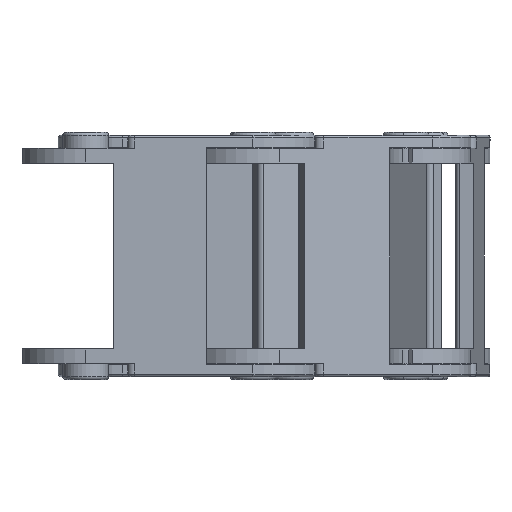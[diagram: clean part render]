
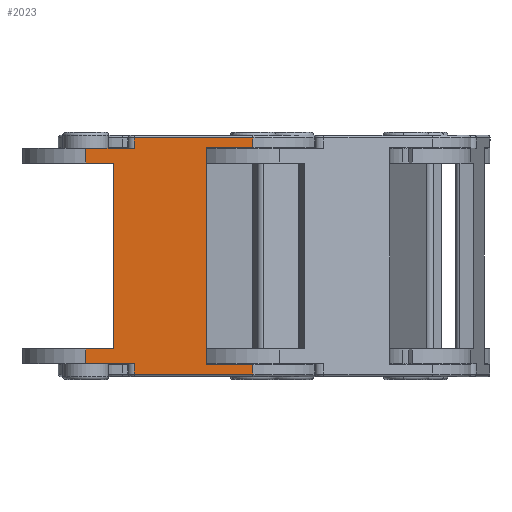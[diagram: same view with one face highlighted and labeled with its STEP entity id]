
A CAD part, front view. The second image highlights one B-rep face of the part: STEP entity #2023.
In plain terms, the highlighted face is planar.
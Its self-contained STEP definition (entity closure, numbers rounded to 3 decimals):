
#49 = AXIS2_PLACEMENT_3D ( 'NONE', #1747, #1782, #594 ) ;
#124 = VECTOR ( 'NONE', #1394, 1000. ) ;
#145 = CARTESIAN_POINT ( 'NONE',  ( 88.847, 7., 1.65 ) ) ;
#209 = ORIENTED_EDGE ( 'NONE', *, *, #2909, .T. ) ;
#241 = VECTOR ( 'NONE', #274, 1000. ) ;
#258 = VERTEX_POINT ( 'NONE', #2207 ) ;
#262 = CARTESIAN_POINT ( 'NONE',  ( 73.847, 7., -30. ) ) ;
#274 = DIRECTION ( 'NONE',  ( 0., 0., -1. ) ) ;
#294 = CARTESIAN_POINT ( 'NONE',  ( 76.096, 7., -22.7 ) ) ;
#296 = VERTEX_POINT ( 'NONE', #1589 ) ;
#304 = VERTEX_POINT ( 'NONE', #664 ) ;
#315 = ORIENTED_EDGE ( 'NONE', *, *, #1129, .F. ) ;
#320 = DIRECTION ( 'NONE',  ( 1., 0., 0. ) ) ;
#338 = LINE ( 'NONE', #2386, #1417 ) ;
#352 = CARTESIAN_POINT ( 'NONE',  ( 88.847, 7., -23. ) ) ;
#395 = ORIENTED_EDGE ( 'NONE', *, *, #1982, .T. ) ;
#416 = CARTESIAN_POINT ( 'NONE',  ( 88.847, 7., 3. ) ) ;
#423 = EDGE_CURVE ( 'NONE', #1640, #1233, #2013, .T. ) ;
#428 = EDGE_CURVE ( 'NONE', #258, #1371, #1237, .T. ) ;
#445 = VECTOR ( 'NONE', #1673, 1000. ) ;
#462 = VECTOR ( 'NONE', #2679, 1000. ) ;
#476 = LINE ( 'NONE', #1158, #946 ) ;
#510 = CARTESIAN_POINT ( 'NONE',  ( 70.847, 7., 1.6 ) ) ;
#534 = EDGE_CURVE ( 'NONE', #304, #2937, #338, .T. ) ;
#543 = ORIENTED_EDGE ( 'NONE', *, *, #2560, .F. ) ;
#548 = ORIENTED_EDGE ( 'NONE', *, *, #534, .T. ) ;
#575 = VECTOR ( 'NONE', #2688, 1000. ) ;
#594 = DIRECTION ( 'NONE',  ( 1., 0., 0. ) ) ;
#632 = CARTESIAN_POINT ( 'NONE',  ( 70.847, 7., 0. ) ) ;
#664 = CARTESIAN_POINT ( 'NONE',  ( 73.847, 7., 0. ) ) ;
#697 = EDGE_CURVE ( 'NONE', #1511, #2098, #2900, .T. ) ;
#699 = LINE ( 'NONE', #262, #241 ) ;
#862 = CARTESIAN_POINT ( 'NONE',  ( 88.847, 7., 2.7 ) ) ;
#891 = DIRECTION ( 'NONE',  ( 0., 0., 1. ) ) ;
#931 = LINE ( 'NONE', #2904, #1156 ) ;
#946 = VECTOR ( 'NONE', #1392, 1000. ) ;
#980 = CARTESIAN_POINT ( 'NONE',  ( 88.847, 7., -22.7 ) ) ;
#982 = LINE ( 'NONE', #352, #1935 ) ;
#1048 = VERTEX_POINT ( 'NONE', #1459 ) ;
#1079 = PLANE ( 'NONE',  #49 ) ;
#1088 = DIRECTION ( 'NONE',  ( 0., 0., -1. ) ) ;
#1094 = VERTEX_POINT ( 'NONE', #2224 ) ;
#1109 = EDGE_CURVE ( 'NONE', #2098, #2937, #1124, .T. ) ;
#1124 = LINE ( 'NONE', #1959, #462 ) ;
#1129 = EDGE_CURVE ( 'NONE', #2882, #1048, #1269, .T. ) ;
#1131 = EDGE_LOOP ( 'NONE', ( #315, #209, #2029, #395, #2040, #2626, #2801, #1812, #543, #548, #2585, #2133, #2610, #2644, #1860, #1965 ) ) ;
#1156 = VECTOR ( 'NONE', #2928, 1000. ) ;
#1158 = CARTESIAN_POINT ( 'NONE',  ( 76.096, 7., -23. ) ) ;
#1203 = CARTESIAN_POINT ( 'NONE',  ( 73.847, 7., -20. ) ) ;
#1233 = VERTEX_POINT ( 'NONE', #862 ) ;
#1237 = LINE ( 'NONE', #1625, #1357 ) ;
#1251 = CARTESIAN_POINT ( 'NONE',  ( 83.847, 7., -31.65 ) ) ;
#1266 = VECTOR ( 'NONE', #1712, 1000. ) ;
#1269 = LINE ( 'NONE', #1251, #575 ) ;
#1321 = VECTOR ( 'NONE', #2942, 1000. ) ;
#1357 = VECTOR ( 'NONE', #2314, 1000. ) ;
#1371 = VERTEX_POINT ( 'NONE', #2094 ) ;
#1392 = DIRECTION ( 'NONE',  ( 0., 0., -1. ) ) ;
#1394 = DIRECTION ( 'NONE',  ( 1., 0., 0. ) ) ;
#1400 = CARTESIAN_POINT ( 'NONE',  ( 76.096, 7., 3. ) ) ;
#1417 = VECTOR ( 'NONE', #2123, 1000. ) ;
#1454 = VECTOR ( 'NONE', #320, 1000. ) ;
#1459 = CARTESIAN_POINT ( 'NONE',  ( 83.847, 7., 1.65 ) ) ;
#1511 = VERTEX_POINT ( 'NONE', #2590 ) ;
#1578 = VERTEX_POINT ( 'NONE', #294 ) ;
#1589 = CARTESIAN_POINT ( 'NONE',  ( 70.847, 7., -20. ) ) ;
#1593 = EDGE_CURVE ( 'NONE', #1511, #1640, #1885, .T. ) ;
#1625 = CARTESIAN_POINT ( 'NONE',  ( 70.847, 7., -21.6 ) ) ;
#1640 = VERTEX_POINT ( 'NONE', #2608 ) ;
#1667 = VERTEX_POINT ( 'NONE', #980 ) ;
#1673 = DIRECTION ( 'NONE',  ( -1., 0., 0. ) ) ;
#1677 = LINE ( 'NONE', #2261, #1321 ) ;
#1685 = FACE_OUTER_BOUND ( 'NONE', #1131, .T. ) ;
#1711 = CARTESIAN_POINT ( 'NONE',  ( 88.847, 7., 1.65 ) ) ;
#1712 = DIRECTION ( 'NONE',  ( 0., 0., 1. ) ) ;
#1715 = VERTEX_POINT ( 'NONE', #145 ) ;
#1747 = CARTESIAN_POINT ( 'NONE',  ( 70.847, 7., -7. ) ) ;
#1782 = DIRECTION ( 'NONE',  ( 0., -1., 0. ) ) ;
#1788 = DIRECTION ( 'NONE',  ( -1., 0., 0. ) ) ;
#1812 = ORIENTED_EDGE ( 'NONE', *, *, #2711, .F. ) ;
#1860 = ORIENTED_EDGE ( 'NONE', *, *, #2283, .T. ) ;
#1866 = LINE ( 'NONE', #2826, #445 ) ;
#1885 = LINE ( 'NONE', #1400, #1266 ) ;
#1935 = VECTOR ( 'NONE', #2879, 1000. ) ;
#1959 = CARTESIAN_POINT ( 'NONE',  ( 70.847, 7., 3. ) ) ;
#1965 = ORIENTED_EDGE ( 'NONE', *, *, #2197, .F. ) ;
#1982 = EDGE_CURVE ( 'NONE', #1667, #1578, #931, .T. ) ;
#2013 = LINE ( 'NONE', #2081, #124 ) ;
#2021 = CARTESIAN_POINT ( 'NONE',  ( 70.847, 7., 1.6 ) ) ;
#2023 = ADVANCED_FACE ( 'NONE', ( #1685 ), #1079, .F. ) ;
#2029 = ORIENTED_EDGE ( 'NONE', *, *, #2159, .F. ) ;
#2040 = ORIENTED_EDGE ( 'NONE', *, *, #2512, .F. ) ;
#2064 = EDGE_CURVE ( 'NONE', #1371, #296, #2703, .T. ) ;
#2081 = CARTESIAN_POINT ( 'NONE',  ( 88.847, 7., 2.7 ) ) ;
#2094 = CARTESIAN_POINT ( 'NONE',  ( 70.847, 7., -21.6 ) ) ;
#2098 = VERTEX_POINT ( 'NONE', #510 ) ;
#2123 = DIRECTION ( 'NONE',  ( -1., 0., 0. ) ) ;
#2133 = ORIENTED_EDGE ( 'NONE', *, *, #697, .F. ) ;
#2154 = LINE ( 'NONE', #1711, #1454 ) ;
#2159 = EDGE_CURVE ( 'NONE', #1667, #1094, #982, .T. ) ;
#2192 = LINE ( 'NONE', #416, #2442 ) ;
#2197 = EDGE_CURVE ( 'NONE', #1048, #1715, #2154, .T. ) ;
#2207 = CARTESIAN_POINT ( 'NONE',  ( 76.096, 7., -21.6 ) ) ;
#2224 = CARTESIAN_POINT ( 'NONE',  ( 88.847, 7., -21.65 ) ) ;
#2261 = CARTESIAN_POINT ( 'NONE',  ( 88.847, 7., -21.65 ) ) ;
#2283 = EDGE_CURVE ( 'NONE', #1233, #1715, #2192, .T. ) ;
#2314 = DIRECTION ( 'NONE',  ( -1., 0., 0. ) ) ;
#2386 = CARTESIAN_POINT ( 'NONE',  ( 70.847, 7., 0. ) ) ;
#2442 = VECTOR ( 'NONE', #1088, 1000. ) ;
#2483 = VECTOR ( 'NONE', #1788, 1000. ) ;
#2512 = EDGE_CURVE ( 'NONE', #258, #1578, #476, .T. ) ;
#2560 = EDGE_CURVE ( 'NONE', #304, #2683, #699, .T. ) ;
#2585 = ORIENTED_EDGE ( 'NONE', *, *, #1109, .F. ) ;
#2590 = CARTESIAN_POINT ( 'NONE',  ( 76.096, 7., 1.6 ) ) ;
#2608 = CARTESIAN_POINT ( 'NONE',  ( 76.096, 7., 2.7 ) ) ;
#2610 = ORIENTED_EDGE ( 'NONE', *, *, #1593, .T. ) ;
#2626 = ORIENTED_EDGE ( 'NONE', *, *, #428, .T. ) ;
#2644 = ORIENTED_EDGE ( 'NONE', *, *, #423, .T. ) ;
#2679 = DIRECTION ( 'NONE',  ( 0., 0., -1. ) ) ;
#2683 = VERTEX_POINT ( 'NONE', #1203 ) ;
#2688 = DIRECTION ( 'NONE',  ( 0., 0., 1. ) ) ;
#2703 = LINE ( 'NONE', #2709, #2841 ) ;
#2706 = CARTESIAN_POINT ( 'NONE',  ( 83.847, 7., -21.65 ) ) ;
#2709 = CARTESIAN_POINT ( 'NONE',  ( 70.847, 7., -23. ) ) ;
#2711 = EDGE_CURVE ( 'NONE', #2683, #296, #1866, .T. ) ;
#2801 = ORIENTED_EDGE ( 'NONE', *, *, #2064, .T. ) ;
#2826 = CARTESIAN_POINT ( 'NONE',  ( 70.847, 7., -20. ) ) ;
#2841 = VECTOR ( 'NONE', #891, 1000. ) ;
#2879 = DIRECTION ( 'NONE',  ( 0., 0., 1. ) ) ;
#2882 = VERTEX_POINT ( 'NONE', #2706 ) ;
#2900 = LINE ( 'NONE', #2021, #2483 ) ;
#2904 = CARTESIAN_POINT ( 'NONE',  ( 76.096, 7., -22.7 ) ) ;
#2909 = EDGE_CURVE ( 'NONE', #2882, #1094, #1677, .T. ) ;
#2928 = DIRECTION ( 'NONE',  ( -1., 0., 0. ) ) ;
#2937 = VERTEX_POINT ( 'NONE', #632 ) ;
#2942 = DIRECTION ( 'NONE',  ( 1., 0., 0. ) ) ;
